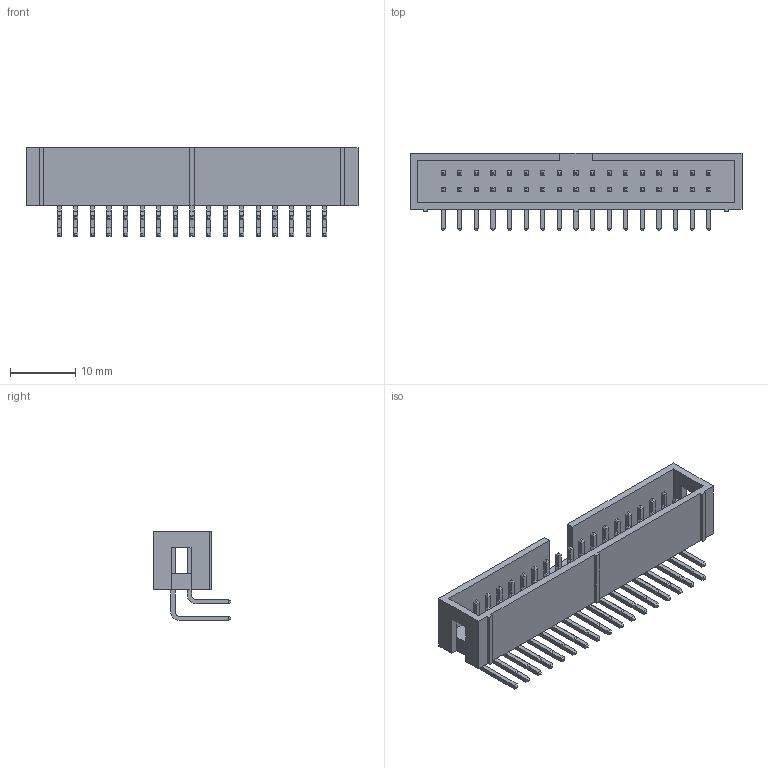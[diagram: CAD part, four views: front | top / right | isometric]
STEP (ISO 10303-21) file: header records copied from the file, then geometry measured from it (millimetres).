
FILE_DESCRIPTION (( 'STEP AP214' ), '1' );
FILE_NAME ('BH-34R.STEP', '2018-01-16T19:18:12', ( 'User' ), ( '' ), 'SwSTEP 2.0', 'SolidWorks 2017', '' );
FILE_SCHEMA (( 'AUTOMOTIVE_DESIGN' ));
Length unit declared in the file: millimetre
Products named in the file (1): BH-34R
Bounding box: 50.8 x 11.9 x 13.56 mm (x, y, z)
Volume: 2034.4 mm3; surface area: 3879 mm2
Topology: 1 solids, 1 shells, 782 faces, 1872 edges, 1156 vertices
Faces by surface type: plane 714, cylinder 68
Entity records: 30214 total; most frequent: CARTESIAN_POINT 3811, ORIENTED_EDGE 3744, DIRECTION 3574, EDGE_CURVE 1872, LINE 1736, VECTOR 1736, VERTEX_POINT 1156, AXIS2_PLACEMENT_3D 919
